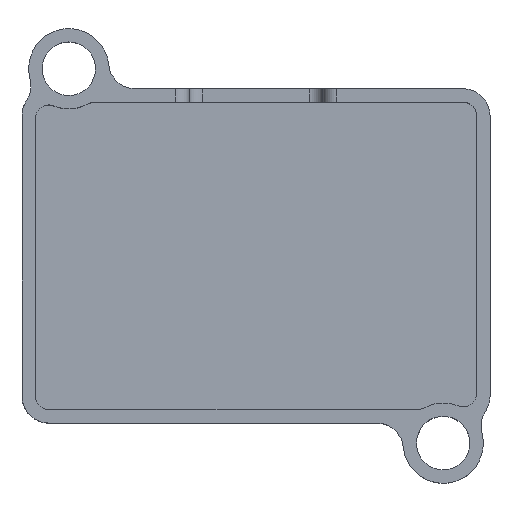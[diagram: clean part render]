
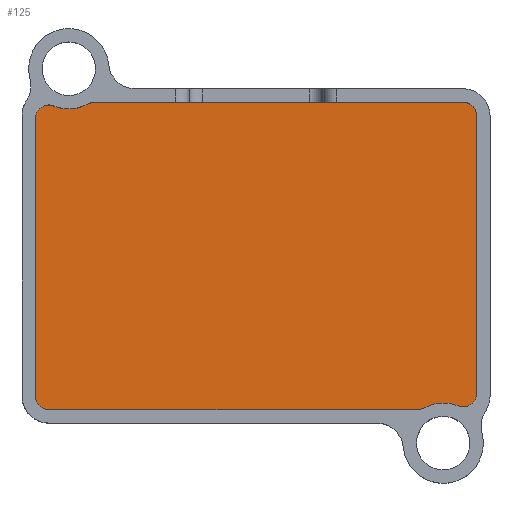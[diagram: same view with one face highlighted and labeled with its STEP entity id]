
A CAD part, top view. The second image highlights one B-rep face of the part: STEP entity #125.
In plain terms, the highlighted planar face has unit normal (0, 0, 1).
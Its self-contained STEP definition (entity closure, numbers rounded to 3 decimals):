
#79=FACE_OUTER_BOUND('',#376,.T.);
#125=ADVANCED_FACE('',(#79),#174,.T.);
#174=PLANE('',#1066);
#208=LINE('',#1529,#286);
#219=LINE('',#1571,#297);
#230=LINE('',#1600,#308);
#233=LINE('',#1606,#311);
#286=VECTOR('',#1214,1.);
#297=VECTOR('',#1239,1.);
#308=VECTOR('',#1266,1.);
#311=VECTOR('',#1271,1.);
#376=EDGE_LOOP('',(#535,#536,#537,#538,#539,#540,#541,#542,#543,#544,#545,
#546));
#535=ORIENTED_EDGE('',*,*,#897,.T.);
#536=ORIENTED_EDGE('',*,*,#898,.T.);
#537=ORIENTED_EDGE('',*,*,#894,.T.);
#538=ORIENTED_EDGE('',*,*,#899,.T.);
#539=ORIENTED_EDGE('',*,*,#860,.T.);
#540=ORIENTED_EDGE('',*,*,#900,.T.);
#541=ORIENTED_EDGE('',*,*,#901,.T.);
#542=ORIENTED_EDGE('',*,*,#902,.T.);
#543=ORIENTED_EDGE('',*,*,#891,.T.);
#544=ORIENTED_EDGE('',*,*,#903,.T.);
#545=ORIENTED_EDGE('',*,*,#876,.T.);
#546=ORIENTED_EDGE('',*,*,#904,.T.);
#760=VERTEX_POINT('',#1528);
#761=VERTEX_POINT('',#1530);
#771=VERTEX_POINT('',#1570);
#772=VERTEX_POINT('',#1572);
#782=VERTEX_POINT('',#1601);
#783=VERTEX_POINT('',#1602);
#784=VERTEX_POINT('',#1607);
#785=VERTEX_POINT('',#1608);
#786=VERTEX_POINT('',#1613);
#787=VERTEX_POINT('',#1614);
#788=VERTEX_POINT('',#1618);
#789=VERTEX_POINT('',#1620);
#860=EDGE_CURVE('',#761,#760,#208,.T.);
#876=EDGE_CURVE('',#772,#771,#219,.T.);
#891=EDGE_CURVE('',#782,#783,#230,.T.);
#894=EDGE_CURVE('',#784,#785,#233,.T.);
#897=EDGE_CURVE('',#786,#787,#986,.T.);
#898=EDGE_CURVE('',#787,#784,#987,.T.);
#899=EDGE_CURVE('',#785,#761,#988,.T.);
#900=EDGE_CURVE('',#760,#788,#989,.T.);
#901=EDGE_CURVE('',#788,#789,#990,.T.);
#902=EDGE_CURVE('',#789,#782,#991,.T.);
#903=EDGE_CURVE('',#783,#772,#992,.T.);
#904=EDGE_CURVE('',#771,#786,#993,.T.);
#986=CIRCLE('',#1058,3.);
#987=CIRCLE('',#1059,1.);
#988=CIRCLE('',#1060,1.);
#989=CIRCLE('',#1061,1.);
#990=CIRCLE('',#1062,3.);
#991=CIRCLE('',#1063,1.);
#992=CIRCLE('',#1064,1.);
#993=CIRCLE('',#1065,1.);
#1058=AXIS2_PLACEMENT_3D('',#1612,#1276,#1277);
#1059=AXIS2_PLACEMENT_3D('',#1615,#1278,#1279);
#1060=AXIS2_PLACEMENT_3D('',#1616,#1280,#1281);
#1061=AXIS2_PLACEMENT_3D('',#1617,#1282,#1283);
#1062=AXIS2_PLACEMENT_3D('',#1619,#1284,#1285);
#1063=AXIS2_PLACEMENT_3D('',#1621,#1286,#1287);
#1064=AXIS2_PLACEMENT_3D('',#1622,#1288,#1289);
#1065=AXIS2_PLACEMENT_3D('',#1623,#1290,#1291);
#1066=AXIS2_PLACEMENT_3D('',#1624,#1292,#1293);
#1214=DIRECTION('',(-1.,0.,0.));
#1239=DIRECTION('',(1.,0.,0.));
#1266=DIRECTION('',(0.,-1.,0.));
#1271=DIRECTION('',(0.,1.,0.));
#1276=DIRECTION('',(0.,0.,-1.));
#1277=DIRECTION('',(1.,0.,0.));
#1278=DIRECTION('',(0.,0.,1.));
#1279=DIRECTION('',(1.,0.,0.));
#1280=DIRECTION('',(0.,0.,1.));
#1281=DIRECTION('',(1.,0.,0.));
#1282=DIRECTION('',(0.,0.,1.));
#1283=DIRECTION('',(1.,0.,0.));
#1284=DIRECTION('',(0.,0.,-1.));
#1285=DIRECTION('',(1.,0.,0.));
#1286=DIRECTION('',(0.,0.,1.));
#1287=DIRECTION('',(1.,0.,0.));
#1288=DIRECTION('',(0.,0.,1.));
#1289=DIRECTION('',(1.,0.,0.));
#1290=DIRECTION('',(0.,0.,1.));
#1291=DIRECTION('',(1.,0.,0.));
#1292=DIRECTION('',(0.,0.,1.));
#1293=DIRECTION('',(1.,0.,0.));
#1528=CARTESIAN_POINT('',(-12.064,11.5,1.));
#1529=CARTESIAN_POINT('',(17.5,11.5,1.));
#1530=CARTESIAN_POINT('',(15.5,11.5,1.));
#1570=CARTESIAN_POINT('',(12.064,-11.5,1.));
#1571=CARTESIAN_POINT('',(-17.5,-11.5,1.));
#1572=CARTESIAN_POINT('',(-15.5,-11.5,1.));
#1600=CARTESIAN_POINT('',(-16.5,12.5,1.));
#1601=CARTESIAN_POINT('',(-16.5,10.292,1.));
#1602=CARTESIAN_POINT('',(-16.5,-10.5,1.));
#1606=CARTESIAN_POINT('',(16.5,-12.5,1.));
#1607=CARTESIAN_POINT('',(16.5,-10.292,1.));
#1608=CARTESIAN_POINT('',(16.5,10.5,1.));
#1612=CARTESIAN_POINT('',(14.,-14.,1.));
#1613=CARTESIAN_POINT('',(12.548,-11.375,1.));
#1614=CARTESIAN_POINT('',(15.125,-11.219,1.));
#1615=CARTESIAN_POINT('',(15.5,-10.292,1.));
#1616=CARTESIAN_POINT('',(15.5,10.5,1.));
#1617=CARTESIAN_POINT('',(-12.064,10.5,1.));
#1618=CARTESIAN_POINT('',(-12.548,11.375,1.));
#1619=CARTESIAN_POINT('',(-14.,14.,1.));
#1620=CARTESIAN_POINT('',(-15.125,11.219,1.));
#1621=CARTESIAN_POINT('',(-15.5,10.292,1.));
#1622=CARTESIAN_POINT('',(-15.5,-10.5,1.));
#1623=CARTESIAN_POINT('',(12.064,-10.5,1.));
#1624=CARTESIAN_POINT('',(0.,0.,1.));
